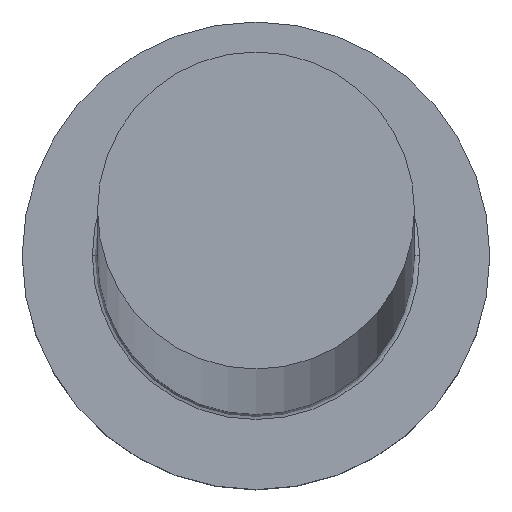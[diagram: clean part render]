
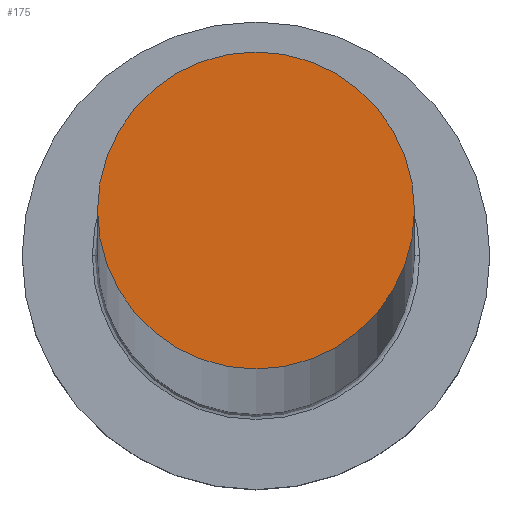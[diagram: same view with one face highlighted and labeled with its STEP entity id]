
A CAD part, top view. The second image highlights one B-rep face of the part: STEP entity #175.
In plain terms, the highlighted planar face has unit normal (0, 0, 1).
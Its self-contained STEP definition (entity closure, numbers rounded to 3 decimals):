
#1 = VERTEX_POINT ( 'NONE', #247 ) ;
#3 = EDGE_LOOP ( 'NONE', ( #123, #216 ) ) ;
#4 = AXIS2_PLACEMENT_3D ( 'NONE', #256, #67, #304 ) ;
#21 = DIRECTION ( 'NONE',  ( 0., 0., 1. ) ) ;
#67 = DIRECTION ( 'NONE',  ( 0., 0., 1. ) ) ;
#86 = DIRECTION ( 'NONE',  ( 1., 0., 0. ) ) ;
#89 = PLANE ( 'NONE',  #4 ) ;
#112 = CARTESIAN_POINT ( 'NONE',  ( 0., 0., 1007. ) ) ;
#123 = ORIENTED_EDGE ( 'NONE', *, *, #166, .T. ) ;
#127 = CIRCLE ( 'NONE', #299, 6.1 ) ;
#140 = FACE_OUTER_BOUND ( 'NONE', #3, .T. ) ;
#166 = EDGE_CURVE ( 'NONE', #171, #1, #177, .T. ) ;
#171 = VERTEX_POINT ( 'NONE', #282 ) ;
#175 = ADVANCED_FACE ( 'NONE', ( #140 ), #89, .T. ) ;
#177 = CIRCLE ( 'NONE', #224, 6.1 ) ;
#192 = EDGE_CURVE ( 'NONE', #1, #171, #127, .T. ) ;
#210 = DIRECTION ( 'NONE',  ( 1., 0., 0. ) ) ;
#216 = ORIENTED_EDGE ( 'NONE', *, *, #192, .T. ) ;
#224 = AXIS2_PLACEMENT_3D ( 'NONE', #112, #21, #210 ) ;
#232 = DIRECTION ( 'NONE',  ( 0., 0., 1. ) ) ;
#237 = CARTESIAN_POINT ( 'NONE',  ( 0., 0., 1007. ) ) ;
#247 = CARTESIAN_POINT ( 'NONE',  ( 6.1, 0., 1007. ) ) ;
#256 = CARTESIAN_POINT ( 'NONE',  ( 0., 0., 1007. ) ) ;
#282 = CARTESIAN_POINT ( 'NONE',  ( -6.1, 0., 1007. ) ) ;
#299 = AXIS2_PLACEMENT_3D ( 'NONE', #237, #232, #86 ) ;
#304 = DIRECTION ( 'NONE',  ( 1., 0., 0. ) ) ;
